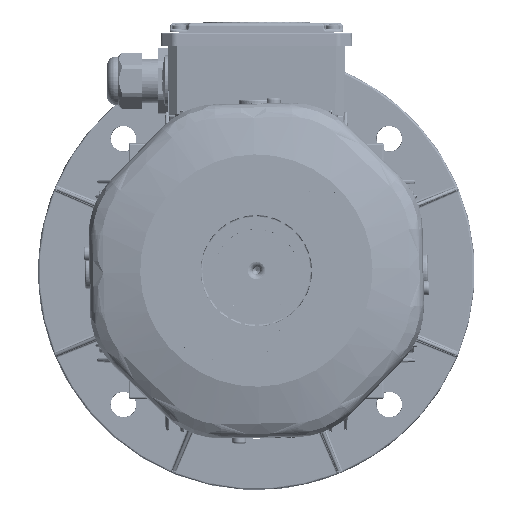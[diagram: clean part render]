
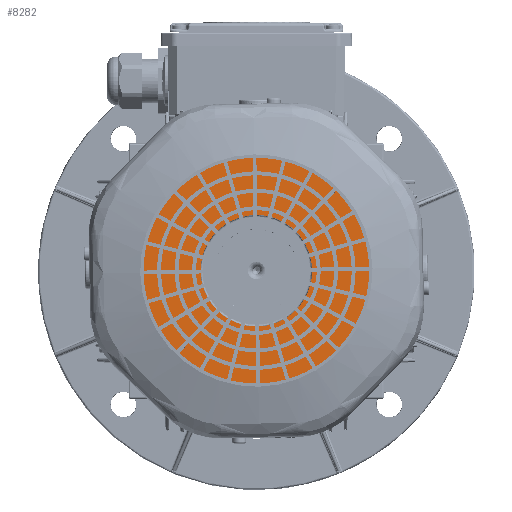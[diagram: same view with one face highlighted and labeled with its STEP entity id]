
A CAD part, top view. The second image highlights one B-rep face of the part: STEP entity #8282.
In plain terms, the highlighted planar face has unit normal (0, 0, 1).
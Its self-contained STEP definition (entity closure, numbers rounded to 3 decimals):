
#3514=FACE_BOUND('',#20492,.T.);
#3515=FACE_BOUND('',#20493,.T.);
#8282=ADVANCED_FACE('',(#3514,#3515),#12760,.T.);
#12760=PLANE('',#106551);
#20492=EDGE_LOOP('',(#43164));
#20493=EDGE_LOOP('',(#43165));
#43164=ORIENTED_EDGE('',*,*,#79603,.T.);
#43165=ORIENTED_EDGE('',*,*,#79600,.T.);
#66589=VERTEX_POINT('',#158134);
#66592=VERTEX_POINT('',#158142);
#79600=EDGE_CURVE('',#66589,#66589,#101830,.T.);
#79603=EDGE_CURVE('',#66592,#66592,#101833,.T.);
#101830=CIRCLE('',#106545,31.93);
#101833=CIRCLE('',#106550,75.5);
#106545=AXIS2_PLACEMENT_3D('',#158133,#119712,#119713);
#106550=AXIS2_PLACEMENT_3D('',#158141,#119722,#119723);
#106551=AXIS2_PLACEMENT_3D('',#158143,#119724,#119725);
#119712=DIRECTION('',(0.,0.,-1.));
#119713=DIRECTION('',(1.,0.,0.));
#119722=DIRECTION('',(0.,0.,1.));
#119723=DIRECTION('',(1.,0.,0.));
#119724=DIRECTION('',(0.,0.,1.));
#119725=DIRECTION('',(1.,0.,0.));
#158133=CARTESIAN_POINT('',(0.,0.,341.85));
#158134=CARTESIAN_POINT('',(31.93,0.,341.85));
#158141=CARTESIAN_POINT('',(0.,0.,341.85));
#158142=CARTESIAN_POINT('',(75.5,0.,341.85));
#158143=CARTESIAN_POINT('',(0.,0.,341.85));
